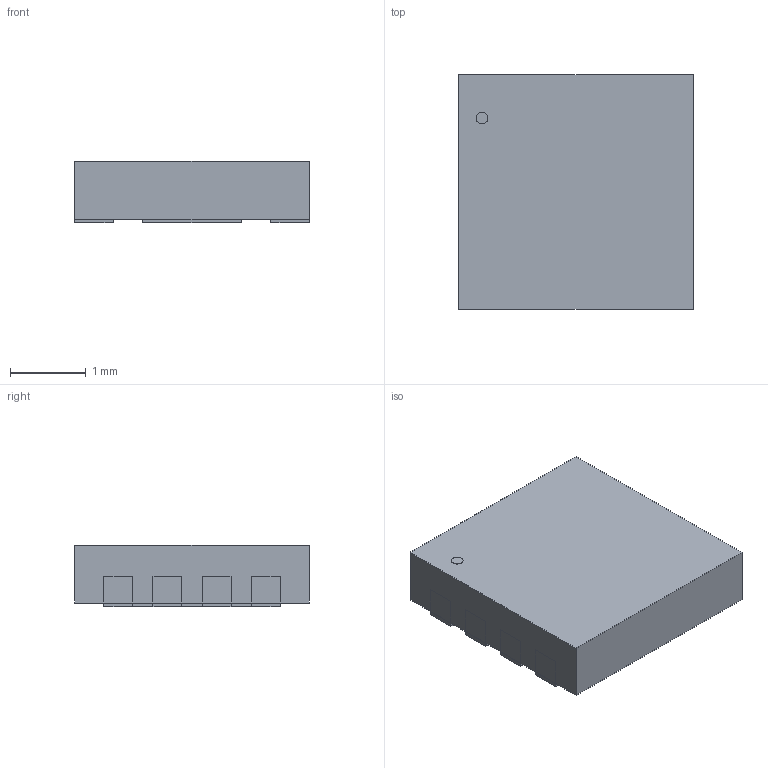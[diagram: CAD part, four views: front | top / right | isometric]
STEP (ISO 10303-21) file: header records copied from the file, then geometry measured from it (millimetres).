
FILE_DESCRIPTION (( 'STEP AP214' ), '1' );
FILE_NAME ('LP5810BDSDR.STEP', '2024-07-06T07:12:32', ( '' ), ( '' ), 'SwSTEP 2.0', 'SolidWorks 2016', '' );
FILE_SCHEMA (( 'AUTOMOTIVE_DESIGN' ));
Length unit declared in the file: millimetre
Products named in the file (1): LP5810BDSDR
Bounding box: 3.1 x 3.1 x 0.81 mm (x, y, z)
Volume: 7.5 mm3; surface area: 40.9 mm2
Topology: 11 solids, 11 shells, 72 faces, 150 edges, 100 vertices
Faces by surface type: plane 70, cylinder 2
Entity records: 2002 total; most frequent: CARTESIAN_POINT 323, ORIENTED_EDGE 300, DIRECTION 300, EDGE_CURVE 150, LINE 146, VECTOR 146, VERTEX_POINT 100, AXIS2_PLACEMENT_3D 77
